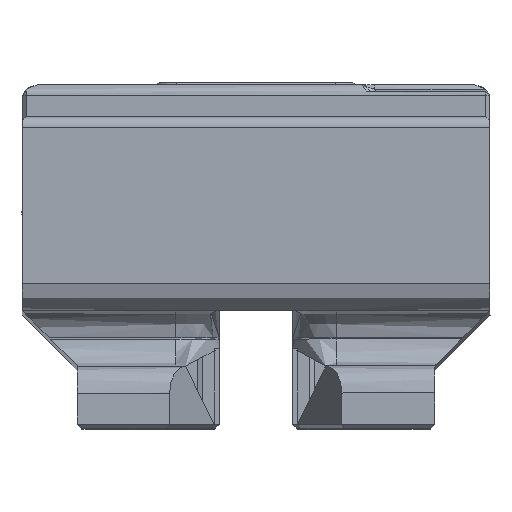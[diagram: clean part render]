
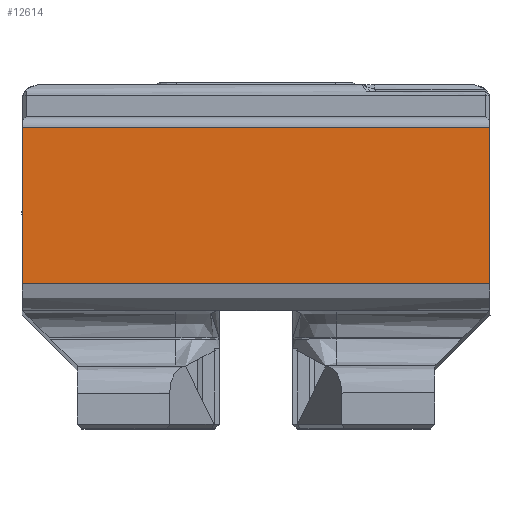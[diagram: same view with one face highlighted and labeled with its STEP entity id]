
A CAD part, top view. The second image highlights one B-rep face of the part: STEP entity #12614.
In plain terms, the highlighted planar face has unit normal (0, 0, 1).
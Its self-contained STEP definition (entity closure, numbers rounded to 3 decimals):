
#1429=FACE_OUTER_BOUND('',#2168,.T.);
#2168=EDGE_LOOP('',(#9493,#9494,#9495,#9496));
#2904=LINE('',#24860,#4070);
#2930=LINE('',#24962,#4096);
#2949=LINE('',#25023,#4115);
#2950=LINE('',#25024,#4116);
#4070=VECTOR('',#15291,10.);
#4096=VECTOR('',#15361,10.);
#4115=VECTOR('',#15396,10.);
#4116=VECTOR('',#15397,10.);
#5441=VERTEX_POINT('',#24858);
#5442=VERTEX_POINT('',#24859);
#5468=VERTEX_POINT('',#24961);
#5494=VERTEX_POINT('',#25022);
#6876=EDGE_CURVE('',#5441,#5442,#2904,.T.);
#6917=EDGE_CURVE('',#5468,#5442,#2930,.T.);
#6945=EDGE_CURVE('',#5494,#5441,#2949,.T.);
#6946=EDGE_CURVE('',#5468,#5494,#2950,.T.);
#9493=ORIENTED_EDGE('',*,*,#6876,.F.);
#9494=ORIENTED_EDGE('',*,*,#6945,.F.);
#9495=ORIENTED_EDGE('',*,*,#6946,.F.);
#9496=ORIENTED_EDGE('',*,*,#6917,.T.);
#12049=PLANE('',#13554);
#12614=ADVANCED_FACE('',(#1429),#12049,.T.);
#13554=AXIS2_PLACEMENT_3D('',#25021,#15394,#15395);
#15291=DIRECTION('',(-1.,0.,0.));
#15361=DIRECTION('',(0.,-1.,0.));
#15394=DIRECTION('center_axis',(0.,0.,
1.));
#15395=DIRECTION('ref_axis',(0.,-1.,0.));
#15396=DIRECTION('',(0.,-1.,0.));
#15397=DIRECTION('',(1.,0.,0.));
#24858=CARTESIAN_POINT('',(21.6,26.975,70.814));
#24859=CARTESIAN_POINT('',(-21.6,26.975,70.814));
#24860=CARTESIAN_POINT('',(-10.791,26.975,70.814));
#24961=CARTESIAN_POINT('',(-21.6,41.4,70.814));
#24962=CARTESIAN_POINT('',(-21.6,17.002,70.814));
#25021=CARTESIAN_POINT('Origin',(0.017,16.104,70.814));
#25022=CARTESIAN_POINT('',(21.6,41.4,70.814));
#25023=CARTESIAN_POINT('',(21.6,26.352,70.814));
#25024=CARTESIAN_POINT('',(-5.4,41.4,70.814));
